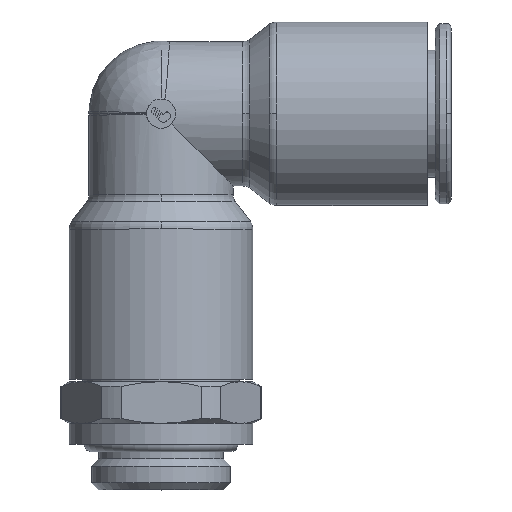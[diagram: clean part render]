
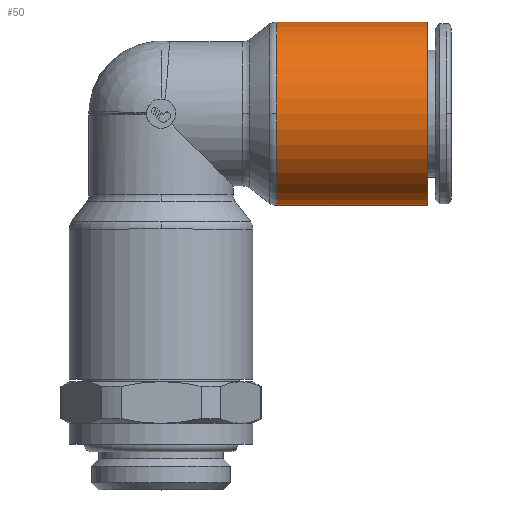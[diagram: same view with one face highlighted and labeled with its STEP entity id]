
A CAD part, top view. The second image highlights one B-rep face of the part: STEP entity #50.
In plain terms, the highlighted cylindrical face has radius 11 mm (diameter 22 mm), a partial arc.
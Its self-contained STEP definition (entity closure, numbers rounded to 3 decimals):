
#50=ADVANCED_FACE('',(#173),#174,.T.);
#173=FACE_OUTER_BOUND('',#420,.T.);
#174=CYLINDRICAL_SURFACE('',#421,11.0);
#420=EDGE_LOOP('',(#689,#690,#691,#692,#693));
#421=AXIS2_PLACEMENT_3D('',#694,#695,#696);
#689=ORIENTED_EDGE('',*,*,#1611,.F.);
#690=ORIENTED_EDGE('',*,*,#1612,.T.);
#691=ORIENTED_EDGE('',*,*,#1613,.T.);
#692=ORIENTED_EDGE('',*,*,#1614,.F.);
#693=ORIENTED_EDGE('',*,*,#1615,.F.);
#694=CARTESIAN_POINT('',(22.893,37.135,0.0));
#695=DIRECTION('',(1.0,0.0,0.0));
#696=DIRECTION('',(0.0,1.0,0.0));
#1611=EDGE_CURVE('',#1916,#1917,#1918,.T.);
#1612=EDGE_CURVE('',#1916,#1919,#1920,.T.);
#1613=EDGE_CURVE('',#1919,#1921,#1922,.T.);
#1614=EDGE_CURVE('',#1923,#1921,#1924,.T.);
#1615=EDGE_CURVE('',#1917,#1923,#1925,.T.);
#1916=VERTEX_POINT('',#2397);
#1917=VERTEX_POINT('',#2398);
#1918=LINE('',#2399,#2400);
#1919=VERTEX_POINT('',#2401);
#1920=CIRCLE('',#2402,11.0);
#1921=VERTEX_POINT('',#2403);
#1922=CIRCLE('',#2404,11.0);
#1923=VERTEX_POINT('',#2405);
#1924=LINE('',#2406,#2407);
#1925=CIRCLE('',#2408,11.0);
#2397=CARTESIAN_POINT('',(13.893,48.135,0.0));
#2398=CARTESIAN_POINT('',(31.893,48.135,0.0));
#2399=CARTESIAN_POINT('',(22.893,48.135,0.));
#2400=VECTOR('',#4113,1.0);
#2401=CARTESIAN_POINT('',(13.893,37.135,11.0));
#2402=AXIS2_PLACEMENT_3D('',#4114,#4115,#4116);
#2403=CARTESIAN_POINT('',(13.893,26.135,0.));
#2404=AXIS2_PLACEMENT_3D('',#4117,#4118,#4119);
#2405=CARTESIAN_POINT('',(31.893,26.135,0.));
#2406=CARTESIAN_POINT('',(22.893,26.135,0.));
#2407=VECTOR('',#4120,1.0);
#2408=AXIS2_PLACEMENT_3D('',#4121,#4122,#4123);
#4113=DIRECTION('',(1.0,0.0,0.0));
#4114=CARTESIAN_POINT('',(13.893,37.135,0.0));
#4115=DIRECTION('',(1.0,0.0,0.0));
#4116=DIRECTION('',(0.0,1.0,0.0));
#4117=CARTESIAN_POINT('',(13.893,37.135,0.0));
#4118=DIRECTION('',(1.0,0.0,0.0));
#4119=DIRECTION('',(0.0,1.0,0.0));
#4120=DIRECTION('',(-1.0,-0.0,-0.0));
#4121=CARTESIAN_POINT('',(31.893,37.135,0.0));
#4122=DIRECTION('',(1.0,0.0,0.0));
#4123=DIRECTION('',(0.0,1.0,0.0));
